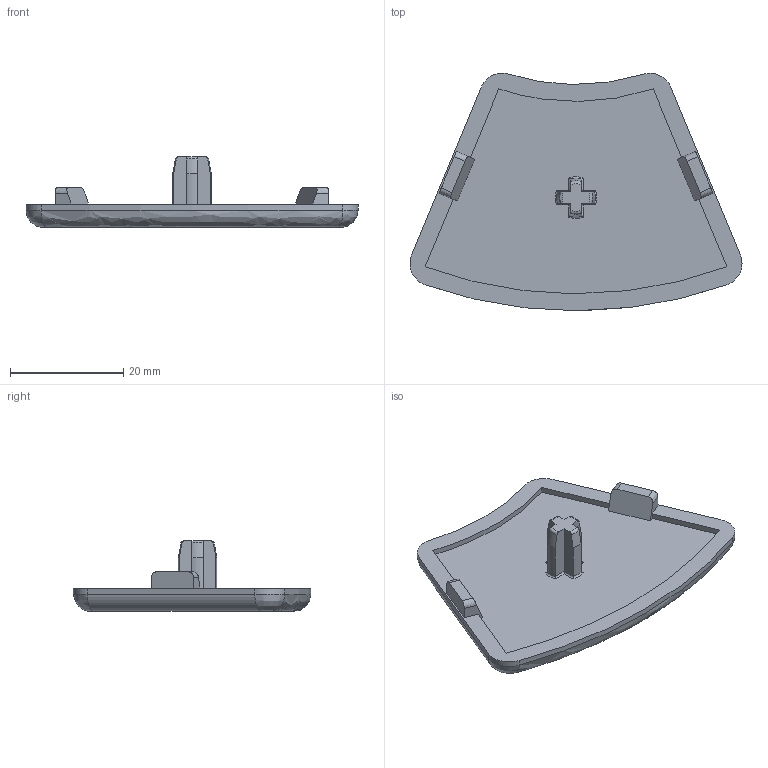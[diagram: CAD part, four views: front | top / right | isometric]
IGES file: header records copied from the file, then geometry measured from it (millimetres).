
Global section: file name: 224045R; native system: Autodesk Inventor 2018; preprocessor: unknown; author: Spacek; date: 20190128.145913; units: millimetre
Bounding box: 58.7 x 41.99 x 12.5 mm (x, y, z)
Volume: 6115.8 mm3; surface area: 4681.9 mm2
Topology: 1 solids, 1 shells, 72 faces, 184 edges, 116 vertices
Faces by surface type: bspline 72
